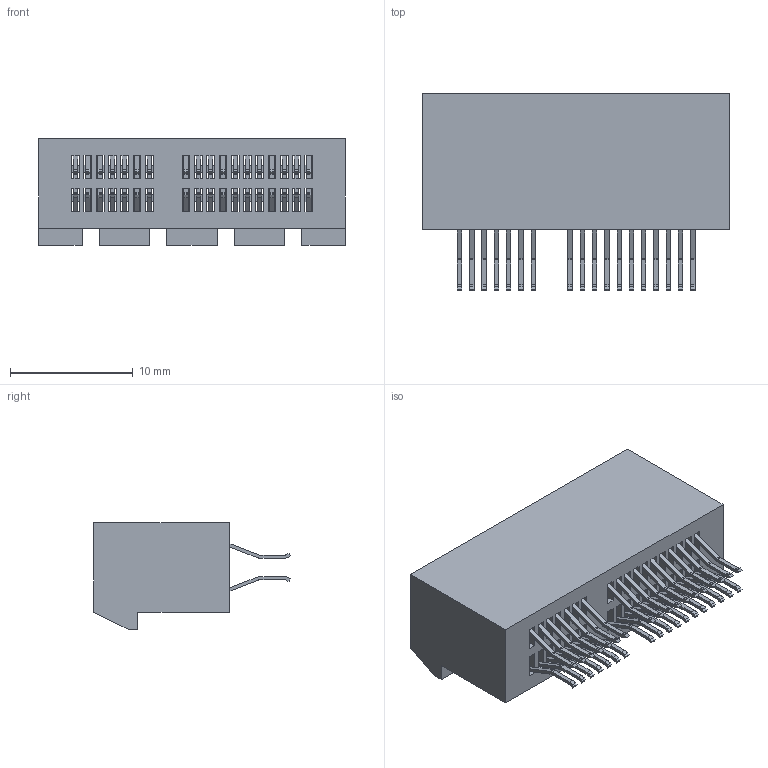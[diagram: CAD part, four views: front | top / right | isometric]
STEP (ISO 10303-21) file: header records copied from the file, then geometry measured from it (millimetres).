
FILE_DESCRIPTION(/* description */ ('STEP AP214'),/* implementation_level */ '2;1');
FILE_NAME(/* name */ 'PCIE-036-02-F-D-EMS2',/* time_stamp */ '2023-09-09T23:15:48+02:00',/* author */ ('License CC BY-ND 4.0'),/* organization */ ('CADENAS'),/* preprocessor_version */ 'ST-DEVELOPER v19.3',/* originating_system */ 'PARTsolutions',/* authorisation */ ' ');
FILE_SCHEMA (('AUTOMOTIVE_DESIGN {1 0 10303 214 3 1 1}'));
Length unit declared in the file: millimetre
Products named in the file (3): PCIE-036-02-F-D-EMS2; PCIE-036-02-F-D-EMS2_pins1; PCIE-036-02-F-D-EMS2_body
Assembly tree (2 placements, depth 2):
  PCIE-036-02-F-D-EMS2
    PCIE-036-02-F-D-EMS2_pins1
    PCIE-036-02-F-D-EMS2_body
Bounding box: 25 x 16.07 x 8.7 mm (x, y, z)
Volume: 1433.8 mm3; surface area: 3963.1 mm2
Topology: 2 solids, 2 shells, 1501 faces, 4690 edges, 3124 vertices
Faces by surface type: plane 1069, cylinder 432
Entity records: 54499 total; most frequent: ORIENTED_EDGE 9380, CARTESIAN_POINT 9318, DIRECTION 8562, EDGE_CURVE 4690, LINE 3826, VECTOR 3826, VERTEX_POINT 3124, AXIS2_PLACEMENT_3D 2368
